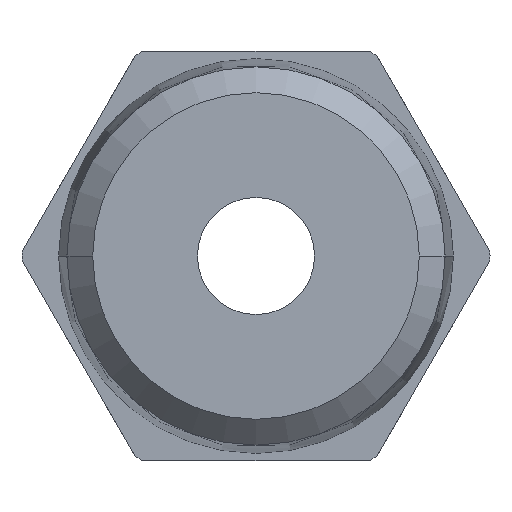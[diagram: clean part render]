
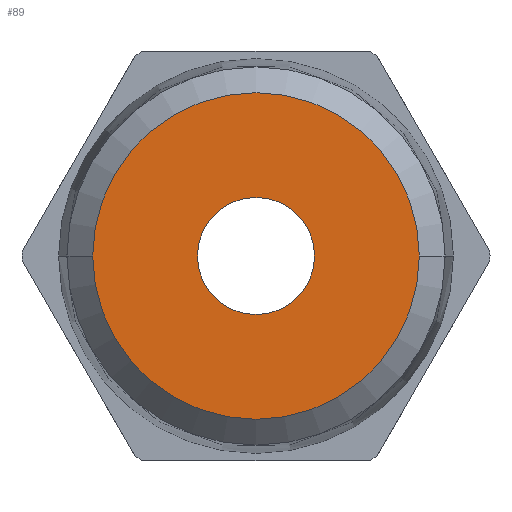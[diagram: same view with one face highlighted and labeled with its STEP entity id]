
A CAD part, front view. The second image highlights one B-rep face of the part: STEP entity #89.
In plain terms, the highlighted planar face has unit normal (0, -1, 0).
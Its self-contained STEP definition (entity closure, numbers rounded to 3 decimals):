
#89=ADVANCED_FACE('',(#186,#187),#188,.T.);
#186=FACE_BOUND('',#291,.T.);
#187=FACE_OUTER_BOUND('',#292,.T.);
#188=PLANE('',#293);
#291=EDGE_LOOP('',(#639,#640));
#292=EDGE_LOOP('',(#641,#642));
#293=AXIS2_PLACEMENT_3D('',#643,#644,#645);
#639=ORIENTED_EDGE('',*,*,#736,.T.);
#640=ORIENTED_EDGE('',*,*,#740,.T.);
#641=ORIENTED_EDGE('',*,*,#703,.F.);
#642=ORIENTED_EDGE('',*,*,#795,.F.);
#643=CARTESIAN_POINT('',(2.791,-9.9,0.0));
#644=DIRECTION('',(-0.0,-1.0,-0.0));
#645=DIRECTION('',(-1.0,0.0,0.0));
#703=EDGE_CURVE('',#834,#836,#837,.T.);
#736=EDGE_CURVE('',#898,#895,#899,.T.);
#740=EDGE_CURVE('',#895,#898,#904,.T.);
#795=EDGE_CURVE('',#836,#834,#984,.T.);
#834=VERTEX_POINT('',#1030);
#836=VERTEX_POINT('',#1033);
#837=CIRCLE('',#1034,5.582);
#895=VERTEX_POINT('',#1127);
#898=VERTEX_POINT('',#1131);
#899=CIRCLE('',#1132,2.0);
#904=CIRCLE('',#1138,2.0);
#984=CIRCLE('',#1344,5.582);
#1030=CARTESIAN_POINT('',(5.582,-9.9,0.0));
#1033=CARTESIAN_POINT('',(-5.582,-9.9,0.));
#1034=AXIS2_PLACEMENT_3D('',#1391,#1392,#1393);
#1127=CARTESIAN_POINT('',(2.0,-9.9,0.));
#1131=CARTESIAN_POINT('',(-2.0,-9.9,0.));
#1132=AXIS2_PLACEMENT_3D('',#1456,#1457,#1458);
#1138=AXIS2_PLACEMENT_3D('',#1466,#1467,#1468);
#1344=AXIS2_PLACEMENT_3D('',#1569,#1570,#1571);
#1391=CARTESIAN_POINT('',(0.0,-9.9,0.0));
#1392=DIRECTION('',(-0.0,1.0,0.0));
#1393=DIRECTION('',(1.0,0.0,0.0));
#1456=CARTESIAN_POINT('',(0.0,-9.9,0.0));
#1457=DIRECTION('',(-0.0,1.0,0.0));
#1458=DIRECTION('',(1.0,0.0,0.0));
#1466=CARTESIAN_POINT('',(0.0,-9.9,0.0));
#1467=DIRECTION('',(-0.0,1.0,0.0));
#1468=DIRECTION('',(1.0,0.0,0.0));
#1569=CARTESIAN_POINT('',(0.0,-9.9,0.0));
#1570=DIRECTION('',(-0.0,1.0,0.0));
#1571=DIRECTION('',(1.0,0.0,0.0));
